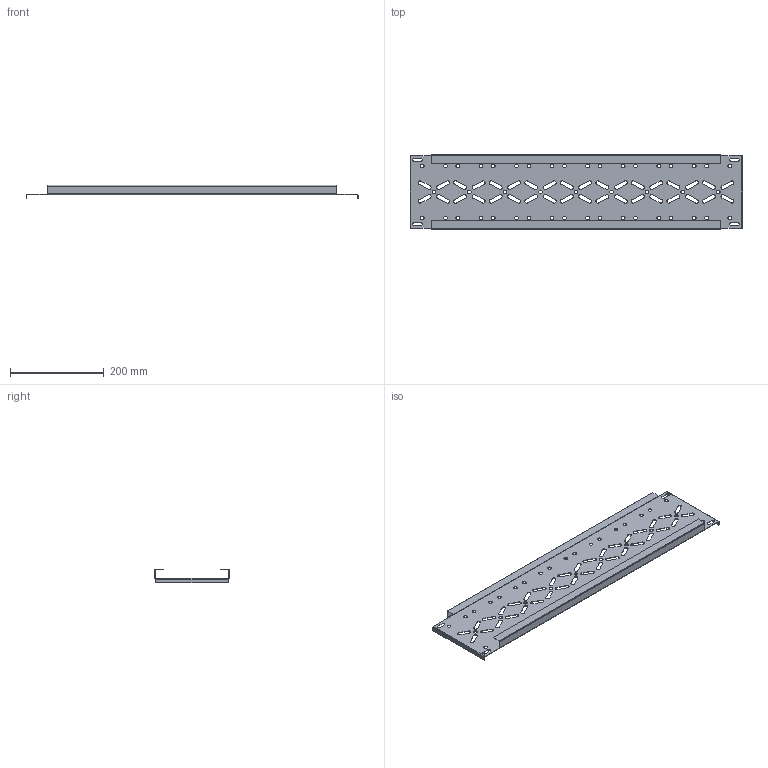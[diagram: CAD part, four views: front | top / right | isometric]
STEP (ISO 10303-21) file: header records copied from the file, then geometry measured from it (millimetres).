
FILE_DESCRIPTION (( 'STEP AP214' ), '1' );
FILE_NAME ('mb15-08-01-09 ïàíåëü ïîä ÏÏÍ 710õ160.STEP', '2021-02-04T08:13:34', ( '' ), ( '' ), 'SwSTEP 2.0', 'SolidWorks 2021', '' );
FILE_SCHEMA (( 'AUTOMOTIVE_DESIGN' ));
Length unit declared in the file: millimetre
Products named in the file (1): mb15-08-01-09 ïàíåëü ïîä ÏÏÍ 710õ160
Bounding box: 710 x 160 x 29 mm (x, y, z)
Volume: 150449.7 mm3; surface area: 306630.2 mm2
Topology: 1 solids, 1 shells, 348 faces, 990 edges, 644 vertices
Faces by surface type: cylinder 222, plane 126
Entity records: 11828 total; most frequent: DIRECTION 2132, CARTESIAN_POINT 1983, ORIENTED_EDGE 1980, EDGE_CURVE 990, AXIS2_PLACEMENT_3D 793, VERTEX_POINT 644, LINE 546, VECTOR 546
